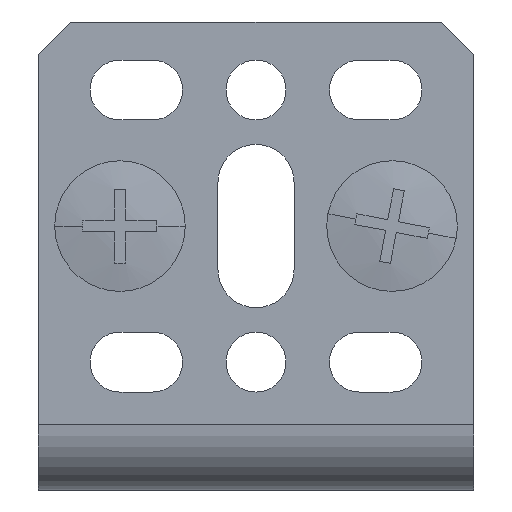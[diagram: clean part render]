
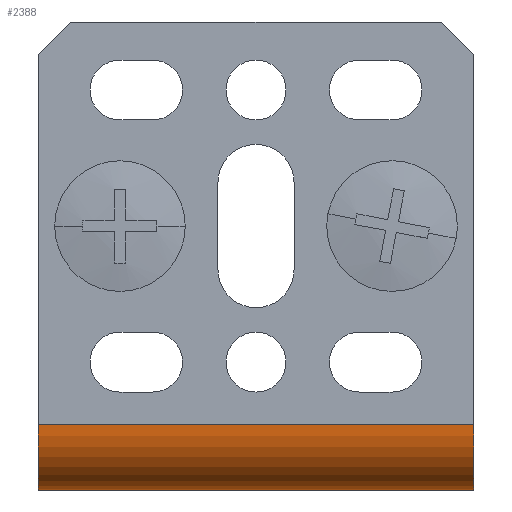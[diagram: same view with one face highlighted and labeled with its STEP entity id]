
A CAD part, front view. The second image highlights one B-rep face of the part: STEP entity #2388.
In plain terms, the highlighted cylindrical face has radius 6 mm (diameter 12 mm), a partial arc.
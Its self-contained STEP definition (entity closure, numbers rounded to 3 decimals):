
#450 = EDGE_CURVE ( 'NONE', #1933, #1261, #4052, .T. ) ;
#496 = DIRECTION ( 'NONE',  ( -1., 0., 0. ) ) ;
#623 = DIRECTION ( 'NONE',  ( -1., 0., 0. ) ) ;
#902 = CARTESIAN_POINT ( 'NONE',  ( 20., -55.3, 3. ) ) ;
#918 = CARTESIAN_POINT ( 'NONE',  ( -20., -55.3, 3. ) ) ;
#1261 = VERTEX_POINT ( 'NONE', #4363 ) ;
#1754 = FACE_OUTER_BOUND ( 'NONE', #2726, .T. ) ;
#1837 = CARTESIAN_POINT ( 'NONE',  ( -20., -55.3, -3. ) ) ;
#1901 = CYLINDRICAL_SURFACE ( 'NONE', #3488, 6. ) ;
#1933 = VERTEX_POINT ( 'NONE', #4384 ) ;
#2236 = DIRECTION ( 'NONE',  ( 0., 0., -1. ) ) ;
#2388 = ADVANCED_FACE ( 'NONE', ( #1754 ), #1901, .T. ) ;
#2501 = CIRCLE ( 'NONE', #3948, 6. ) ;
#2509 = DIRECTION ( 'NONE',  ( -1., 0., 0. ) ) ;
#2611 = ORIENTED_EDGE ( 'NONE', *, *, #450, .T. ) ;
#2618 = CIRCLE ( 'NONE', #5356, 6. ) ;
#2685 = ORIENTED_EDGE ( 'NONE', *, *, #3871, .F. ) ;
#2726 = EDGE_LOOP ( 'NONE', ( #2685, #4335, #2611, #5615 ) ) ;
#2783 = CARTESIAN_POINT ( 'NONE',  ( 20., -55.3, -3. ) ) ;
#3113 = DIRECTION ( 'NONE',  ( 0., 0., -1. ) ) ;
#3171 = VERTEX_POINT ( 'NONE', #2783 ) ;
#3185 = VERTEX_POINT ( 'NONE', #1837 ) ;
#3322 = VECTOR ( 'NONE', #2509, 1000. ) ;
#3488 = AXIS2_PLACEMENT_3D ( 'NONE', #4520, #3642, #4547 ) ;
#3489 = EDGE_CURVE ( 'NONE', #1933, #3171, #2501, .T. ) ;
#3642 = DIRECTION ( 'NONE',  ( 1., 0., 0. ) ) ;
#3871 = EDGE_CURVE ( 'NONE', #3171, #3185, #4727, .T. ) ;
#3948 = AXIS2_PLACEMENT_3D ( 'NONE', #902, #4444, #3113 ) ;
#4052 = LINE ( 'NONE', #4107, #5571 ) ;
#4107 = CARTESIAN_POINT ( 'NONE',  ( -20., -61.3, 3. ) ) ;
#4335 = ORIENTED_EDGE ( 'NONE', *, *, #3489, .F. ) ;
#4363 = CARTESIAN_POINT ( 'NONE',  ( -20., -61.3, 3. ) ) ;
#4384 = CARTESIAN_POINT ( 'NONE',  ( 20., -61.3, 3. ) ) ;
#4444 = DIRECTION ( 'NONE',  ( 1., 0., 0. ) ) ;
#4520 = CARTESIAN_POINT ( 'NONE',  ( 20., -55.3, 3. ) ) ;
#4547 = DIRECTION ( 'NONE',  ( 0., -1., 0. ) ) ;
#4637 = CARTESIAN_POINT ( 'NONE',  ( 20., -55.3, -3. ) ) ;
#4727 = LINE ( 'NONE', #4637, #3322 ) ;
#4897 = EDGE_CURVE ( 'NONE', #3185, #1261, #2618, .T. ) ;
#5356 = AXIS2_PLACEMENT_3D ( 'NONE', #918, #496, #2236 ) ;
#5571 = VECTOR ( 'NONE', #623, 1000. ) ;
#5615 = ORIENTED_EDGE ( 'NONE', *, *, #4897, .F. ) ;
